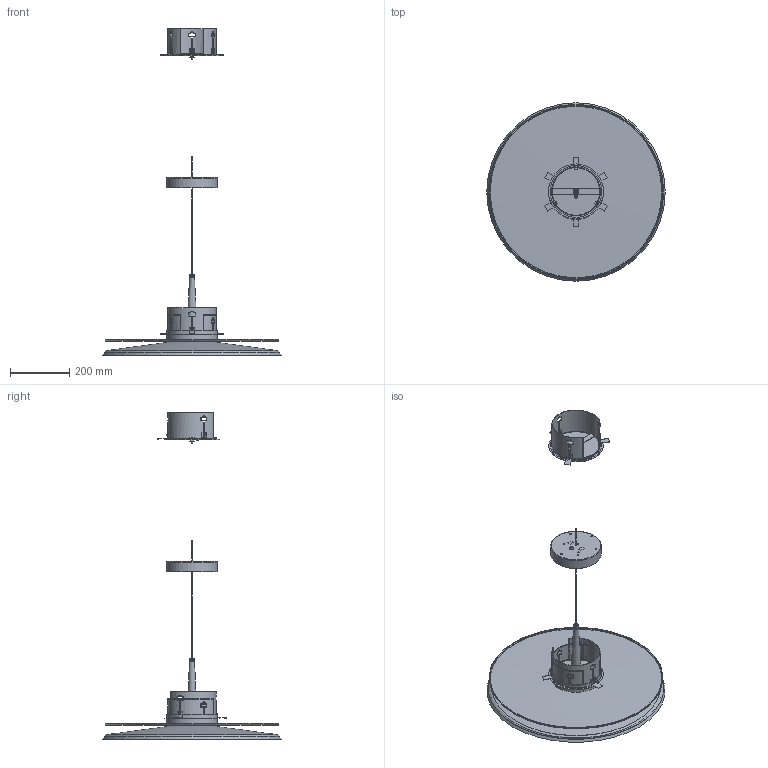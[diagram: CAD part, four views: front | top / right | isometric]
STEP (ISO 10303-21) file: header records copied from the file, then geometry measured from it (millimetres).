
FILE_DESCRIPTION( ( 'Unknown' ), '1' );
FILE_NAME( '0275 colgante skan grande empotrar.stp', 'Unknown', ( 'Unknown' ), ( 'Unknown' ), 'PSStep 13.0', 'Unknown', ' ' );
FILE_SCHEMA( ( 'AUTOMOTIVE_DESIGN { 1 0 10303 214 1 1 1 1 }' ) );
Length unit declared in the file: millimetre
Products named in the file (24): floron; 5613828; Assem1; soporte empotrar skan; chapa central sop emp skan; Chapa; 5613828B; 5613828A; 5617065 din6798 Ø10; 5617091 hembilla M10x100x2.7; 5612393; din7980 ﾘ5,1; din933 m 5x 8; disco floron skan gr; 5617184 Soporte cable M10; 5753035_Pasacable 7,5 ref 5105-20; 5605932; 5691870; 6753052 cable inox d1,2 x49x2M 1cil 3x3; 5607374P1; 5645861; 5751721; 5751761 portaled rect bridgelux 47_315_2001; 5751760 led bridgelux bxra-w1203
Bounding box: 600 x 600 x 1098.5 mm (x, y, z)
Volume: 3637469.3 mm3; surface area: 3188699.4 mm2
Topology: 71 solids, 71 shells, 2366 faces, 6368 edges, 4205 vertices
Faces by surface type: plane 1475, cylinder 571, cone 94, bspline 68, sphere 52, extrusion 44, torus 42, revolution 20
Full cylindrical faces by diameter (mm): 1.5 x5, 2.459 x8, 3 x8, 3.2 x4, 3.25 x4, 4 x3, 4.134 x7, 4.4 x3, 5 x24, 5.2 x3, 6 x3, 7 x9, 8.376 x3, 8.917 x3, 9 x5, 10 x8, 10.4 x5, 10.8 x2, 10.917 x4, 12 x2, 13 x2, 14 x2, 15 x3, 19.15 x2, 160 x4, 162.4 x4, 168 x3, 170 x3, 174 x4, 185 x3
Entity records: 36618 total; most frequent: CARTESIAN_POINT 10702, ORIENTED_EDGE 3868, DIRECTION 3555, EDGE_CURVE 1934, VERTEX_POINT 1338, VECTOR 1197, LINE 1175, AXIS2_PLACEMENT_3D 1174
